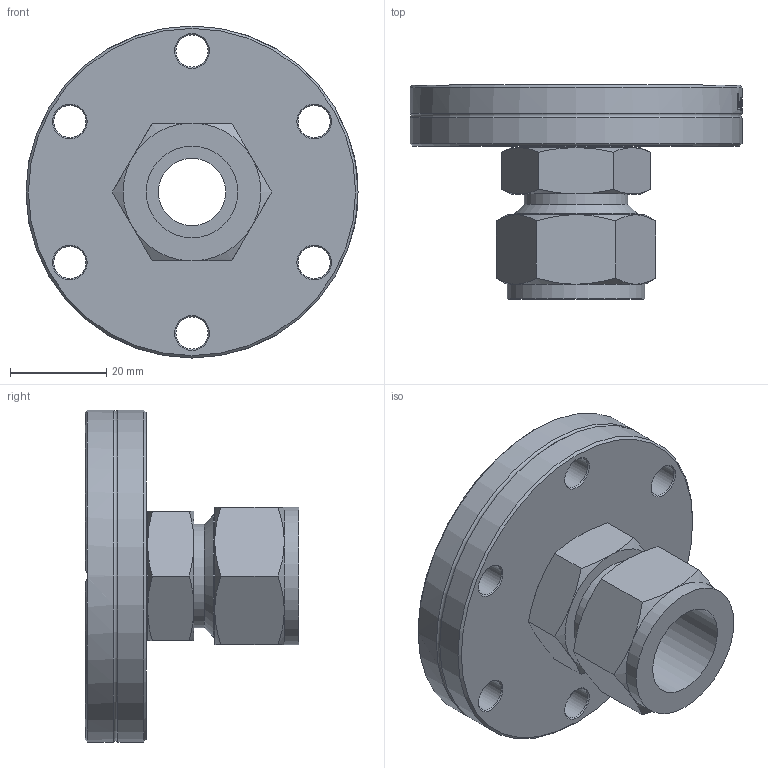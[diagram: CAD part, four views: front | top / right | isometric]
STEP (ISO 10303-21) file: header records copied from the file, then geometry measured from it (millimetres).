
FILE_DESCRIPTION(/* description */ (''),/* implementation_level */ '2;1');
FILE_NAME(/* name */ 'FL-SWG75-40CF.stp',/* time_stamp */ '2019-02-25T16:38:27+00:00',/* author */ ('paul'),/* organization */ (''),/* preprocessor_version */ 'ST-DEVELOPER v17.2',/* originating_system */ 'Autodesk Inventor 2019',/* authorisation */ '');
FILE_SCHEMA (('AUTOMOTIVE_DESIGN { 1 0 10303 214 3 1 1 }'));
Length unit declared in the file: millimetre
Products named in the file (3): FL-SWG75-40CF; FL-40CF; SS-1210-1-8W
Assembly tree (2 placements, depth 2):
  FL-SWG75-40CF
    FL-40CF
    SS-1210-1-8W
Bounding box: 69.1 x 44.5 x 69.1 mm (x, y, z)
Volume: 52954.8 mm3; surface area: 19201.4 mm2
Topology: 2 solids, 2 shells, 174 faces, 448 edges, 289 vertices
Faces by surface type: plane 64, cone 42, bspline 41, cylinder 26, torus 1
Full cylindrical faces by diameter (mm): 6.7 x6, 13.97 x1, 19.05 x1, 21.336 x2, 21.62 x1, 25.4 x1, 28.702 x1, 48.26 x1, 69.1 x2
Entity records: 6807 total; most frequent: CARTESIAN_POINT 2736, ORIENTED_EDGE 896, DIRECTION 736, EDGE_CURVE 448, AXIS2_PLACEMENT_3D 290, VERTEX_POINT 289, EDGE_LOOP 201, FACE_OUTER_BOUND 174
